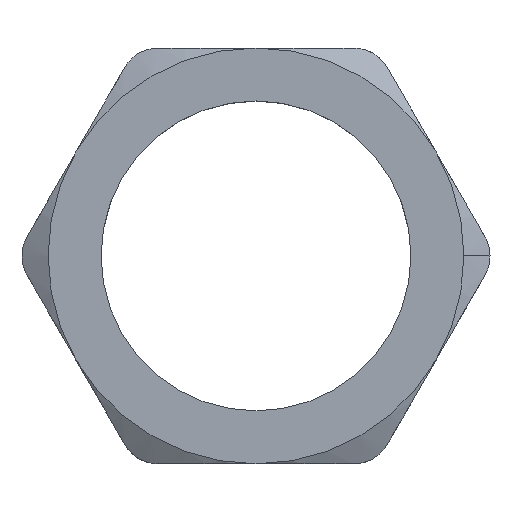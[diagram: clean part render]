
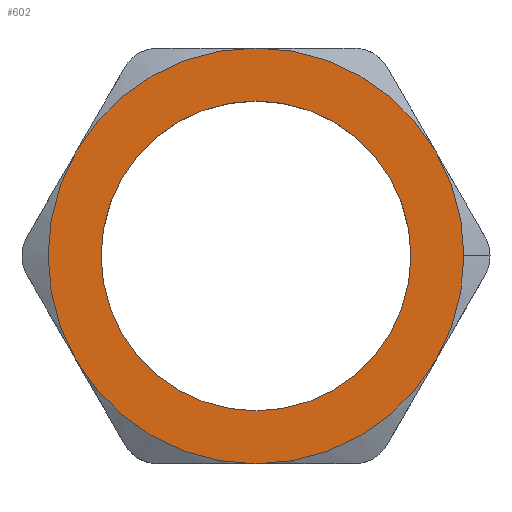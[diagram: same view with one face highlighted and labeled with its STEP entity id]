
A CAD part, top view. The second image highlights one B-rep face of the part: STEP entity #602.
In plain terms, the highlighted planar face has unit normal (0, 0, 1).
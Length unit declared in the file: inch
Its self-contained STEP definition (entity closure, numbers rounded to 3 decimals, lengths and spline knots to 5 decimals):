
#66 = DIRECTION ( 'NONE',  ( 1., 0., 0. ) ) ;
#67 = DIRECTION ( 'NONE',  ( 0., 0., 1. ) ) ;
#68 = CARTESIAN_POINT ( 'NONE',  ( 0., 0., 0.24 ) ) ;
#69 = AXIS2_PLACEMENT_3D ( 'NONE', #68, #67, #66 ) ;
#70 = CIRCLE ( 'NONE', #69, 0.53 ) ;
#126 = CARTESIAN_POINT ( 'NONE',  ( 0.45899, 0.265, 0.24 ) ) ;
#127 = CARTESIAN_POINT ( 'NONE',  ( 0.53, 0., 0.24 ) ) ;
#307 = CARTESIAN_POINT ( 'NONE',  ( -0.45899, 0.265, 0.24 ) ) ;
#459 = CARTESIAN_POINT ( 'NONE',  ( 0.45899, -0.265, 0.24 ) ) ;
#598 = VERTEX_POINT ( 'NONE', #627 ) ;
#602 = ADVANCED_FACE ( 'NONE', ( #630, #629 ), #626, .T. ) ;
#626 = PLANE ( 'NONE',  #696 ) ;
#627 = CARTESIAN_POINT ( 'NONE',  ( -0.45899, -0.265, 0.24 ) ) ;
#629 = FACE_OUTER_BOUND ( 'NONE', #1886, .T. ) ;
#630 = FACE_BOUND ( 'NONE', #666, .T. ) ;
#665 = ORIENTED_EDGE ( 'NONE', *, *, #2086, .F. ) ;
#666 = EDGE_LOOP ( 'NONE', ( #665, #1887 ) ) ;
#693 = DIRECTION ( 'NONE',  ( 1., 0., 0. ) ) ;
#694 = DIRECTION ( 'NONE',  ( 0., 0., 1. ) ) ;
#695 = CARTESIAN_POINT ( 'NONE',  ( -0.61199, 0., 0.24 ) ) ;
#696 = AXIS2_PLACEMENT_3D ( 'NONE', #695, #694, #693 ) ;
#805 = CARTESIAN_POINT ( 'NONE',  ( 0., -0.53, 0.24 ) ) ;
#842 = DIRECTION ( 'NONE',  ( 1., 0., 0. ) ) ;
#843 = DIRECTION ( 'NONE',  ( 0., 0., 1. ) ) ;
#844 = CARTESIAN_POINT ( 'NONE',  ( 0., 0., 0.24 ) ) ;
#845 = AXIS2_PLACEMENT_3D ( 'NONE', #844, #843, #842 ) ;
#847 = CIRCLE ( 'NONE', #845, 0.53 ) ;
#868 = CIRCLE ( 'NONE', #900, 0.53 ) ;
#882 = DIRECTION ( 'NONE',  ( 1., 0., 0. ) ) ;
#883 = DIRECTION ( 'NONE',  ( 0., 0., 1. ) ) ;
#884 = CARTESIAN_POINT ( 'NONE',  ( 0., 0., 0.24 ) ) ;
#885 = AXIS2_PLACEMENT_3D ( 'NONE', #884, #883, #882 ) ;
#886 = CIRCLE ( 'NONE', #885, 0.53 ) ;
#887 = DIRECTION ( 'NONE',  ( 1., 0., 0. ) ) ;
#888 = DIRECTION ( 'NONE',  ( 0., 0., 1. ) ) ;
#889 = CARTESIAN_POINT ( 'NONE',  ( 0., 0., 0.24 ) ) ;
#890 = AXIS2_PLACEMENT_3D ( 'NONE', #889, #888, #887 ) ;
#891 = CIRCLE ( 'NONE', #890, 0.53 ) ;
#892 = DIRECTION ( 'NONE',  ( 1., 0., 0. ) ) ;
#893 = DIRECTION ( 'NONE',  ( 0., 0., 1. ) ) ;
#894 = CARTESIAN_POINT ( 'NONE',  ( 0., 0., 0.24 ) ) ;
#895 = AXIS2_PLACEMENT_3D ( 'NONE', #894, #893, #892 ) ;
#896 = CIRCLE ( 'NONE', #895, 0.53 ) ;
#897 = DIRECTION ( 'NONE',  ( 1., 0., 0. ) ) ;
#898 = DIRECTION ( 'NONE',  ( 0., 0., 1. ) ) ;
#899 = CARTESIAN_POINT ( 'NONE',  ( 0., 0., 0.24 ) ) ;
#900 = AXIS2_PLACEMENT_3D ( 'NONE', #899, #898, #897 ) ;
#915 = CARTESIAN_POINT ( 'NONE',  ( 0., 0., 0.24 ) ) ;
#916 = AXIS2_PLACEMENT_3D ( 'NONE', #915, #987, #986 ) ;
#937 = CIRCLE ( 'NONE', #916, 0.53 ) ;
#948 = CARTESIAN_POINT ( 'NONE',  ( 0., 0.53, 0.24 ) ) ;
#986 = DIRECTION ( 'NONE',  ( 1., 0., 0. ) ) ;
#987 = DIRECTION ( 'NONE',  ( 0., 0., 1. ) ) ;
#1074 = DIRECTION ( 'NONE',  ( 1., 0., 0. ) ) ;
#1075 = DIRECTION ( 'NONE',  ( 0., 0., 1. ) ) ;
#1076 = AXIS2_PLACEMENT_3D ( 'NONE', #1081, #1075, #1074 ) ;
#1077 = CIRCLE ( 'NONE', #1076, 0.395 ) ;
#1081 = CARTESIAN_POINT ( 'NONE',  ( 0., 0., 0.24 ) ) ;
#1421 = DIRECTION ( 'NONE',  ( 1., 0., 0. ) ) ;
#1422 = DIRECTION ( 'NONE',  ( 0., 0., 1. ) ) ;
#1423 = AXIS2_PLACEMENT_3D ( 'NONE', #1430, #1422, #1421 ) ;
#1424 = CIRCLE ( 'NONE', #1423, 0.395 ) ;
#1425 = CARTESIAN_POINT ( 'NONE',  ( -0.395, 0., 0.24 ) ) ;
#1430 = CARTESIAN_POINT ( 'NONE',  ( 0., 0., 0.24 ) ) ;
#1510 = CARTESIAN_POINT ( 'NONE',  ( 0.395, 0., 0.24 ) ) ;
#1669 = VERTEX_POINT ( 'NONE', #805 ) ;
#1786 = ORIENTED_EDGE ( 'NONE', *, *, #1832, .T. ) ;
#1787 = EDGE_CURVE ( 'NONE', #1804, #2382, #868, .T. ) ;
#1788 = ORIENTED_EDGE ( 'NONE', *, *, #1787, .T. ) ;
#1789 = ORIENTED_EDGE ( 'NONE', *, *, #2276, .T. ) ;
#1790 = ORIENTED_EDGE ( 'NONE', *, *, #1791, .T. ) ;
#1791 = EDGE_CURVE ( 'NONE', #2382, #598, #896, .T. ) ;
#1792 = ORIENTED_EDGE ( 'NONE', *, *, #1813, .T. ) ;
#1793 = ORIENTED_EDGE ( 'NONE', *, *, #1794, .T. ) ;
#1794 = EDGE_CURVE ( 'NONE', #2278, #1804, #891, .T. ) ;
#1795 = ORIENTED_EDGE ( 'NONE', *, *, #1796, .T. ) ;
#1796 = EDGE_CURVE ( 'NONE', #2457, #2277, #886, .T. ) ;
#1804 = VERTEX_POINT ( 'NONE', #948 ) ;
#1813 = EDGE_CURVE ( 'NONE', #598, #1669, #937, .T. ) ;
#1832 = EDGE_CURVE ( 'NONE', #1669, #2457, #847, .T. ) ;
#1885 = EDGE_CURVE ( 'NONE', #2088, #2087, #1077, .T. ) ;
#1886 = EDGE_LOOP ( 'NONE', ( #1795, #1789, #1793, #1788, #1790, #1792, #1786 ) ) ;
#1887 = ORIENTED_EDGE ( 'NONE', *, *, #1885, .F. ) ;
#2086 = EDGE_CURVE ( 'NONE', #2087, #2088, #1424, .T. ) ;
#2087 = VERTEX_POINT ( 'NONE', #1425 ) ;
#2088 = VERTEX_POINT ( 'NONE', #1510 ) ;
#2276 = EDGE_CURVE ( 'NONE', #2277, #2278, #70, .T. ) ;
#2277 = VERTEX_POINT ( 'NONE', #127 ) ;
#2278 = VERTEX_POINT ( 'NONE', #126 ) ;
#2382 = VERTEX_POINT ( 'NONE', #307 ) ;
#2457 = VERTEX_POINT ( 'NONE', #459 ) ;
